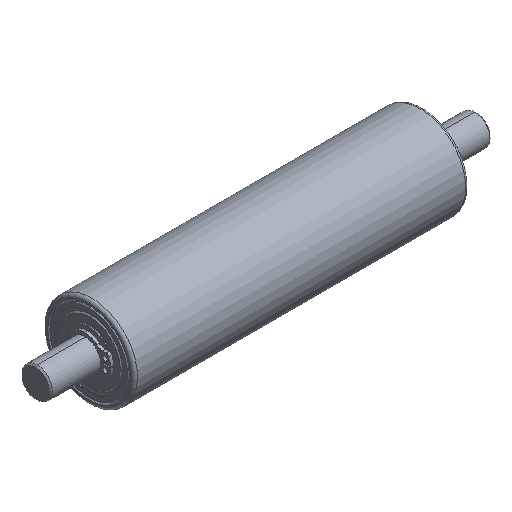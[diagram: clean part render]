
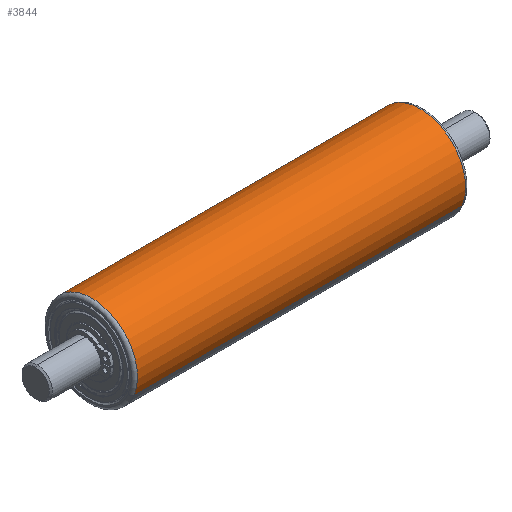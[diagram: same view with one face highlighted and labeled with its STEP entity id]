
A CAD part, isometric view. The second image highlights one B-rep face of the part: STEP entity #3844.
In plain terms, the highlighted cylindrical face has radius 15 mm (diameter 30 mm), a partial arc.
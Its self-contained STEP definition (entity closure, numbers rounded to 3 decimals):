
#62 = AXIS2_PLACEMENT_3D ( 'NONE', #2511, #2984, #1199 ) ;
#157 = CIRCLE ( 'NONE', #2060, 15. ) ;
#183 = DIRECTION ( 'NONE',  ( 1., 0., 0. ) ) ;
#205 = ORIENTED_EDGE ( 'NONE', *, *, #1076, .T. ) ;
#302 = CARTESIAN_POINT ( 'NONE',  ( -54., 0., 0. ) ) ;
#424 = EDGE_CURVE ( 'NONE', #2924, #5666, #2000, .T. ) ;
#430 = CYLINDRICAL_SURFACE ( 'NONE', #3437, 15. ) ;
#470 = CARTESIAN_POINT ( 'NONE',  ( -54., 0., 15. ) ) ;
#567 = DIRECTION ( 'NONE',  ( -1., 0., 0. ) ) ;
#741 = CARTESIAN_POINT ( 'NONE',  ( 54., 0., 15. ) ) ;
#1024 = DIRECTION ( 'NONE',  ( -1., 0., 0. ) ) ;
#1060 = VECTOR ( 'NONE', #567, 1000. ) ;
#1076 = EDGE_CURVE ( 'NONE', #1296, #4058, #1116, .T. ) ;
#1116 = LINE ( 'NONE', #2894, #5978 ) ;
#1123 = CARTESIAN_POINT ( 'NONE',  ( -62.105, 0., -15. ) ) ;
#1199 = DIRECTION ( 'NONE',  ( 0., 0., 1. ) ) ;
#1296 = VERTEX_POINT ( 'NONE', #741 ) ;
#2000 = LINE ( 'NONE', #1123, #1060 ) ;
#2060 = AXIS2_PLACEMENT_3D ( 'NONE', #302, #183, #5603 ) ;
#2511 = CARTESIAN_POINT ( 'NONE',  ( 54., 0., 0. ) ) ;
#2894 = CARTESIAN_POINT ( 'NONE',  ( -62.105, 0., 15. ) ) ;
#2924 = VERTEX_POINT ( 'NONE', #3417 ) ;
#2984 = DIRECTION ( 'NONE',  ( -1., 0., 0. ) ) ;
#3172 = CARTESIAN_POINT ( 'NONE',  ( -54., 0., -15. ) ) ;
#3417 = CARTESIAN_POINT ( 'NONE',  ( 54., 0., -15. ) ) ;
#3437 = AXIS2_PLACEMENT_3D ( 'NONE', #5149, #6103, #5602 ) ;
#3844 = ADVANCED_FACE ( 'NONE', ( #5248 ), #430, .T. ) ;
#3974 = ORIENTED_EDGE ( 'NONE', *, *, #424, .F. ) ;
#4058 = VERTEX_POINT ( 'NONE', #470 ) ;
#4587 = EDGE_CURVE ( 'NONE', #2924, #1296, #5989, .T. ) ;
#4733 = EDGE_LOOP ( 'NONE', ( #3974, #4763, #205, #5096 ) ) ;
#4763 = ORIENTED_EDGE ( 'NONE', *, *, #4587, .T. ) ;
#5096 = ORIENTED_EDGE ( 'NONE', *, *, #5616, .T. ) ;
#5149 = CARTESIAN_POINT ( 'NONE',  ( -62.105, 0., 0. ) ) ;
#5248 = FACE_OUTER_BOUND ( 'NONE', #4733, .T. ) ;
#5602 = DIRECTION ( 'NONE',  ( 0., 0., 1. ) ) ;
#5603 = DIRECTION ( 'NONE',  ( 0., 0., -1. ) ) ;
#5616 = EDGE_CURVE ( 'NONE', #4058, #5666, #157, .T. ) ;
#5666 = VERTEX_POINT ( 'NONE', #3172 ) ;
#5978 = VECTOR ( 'NONE', #1024, 1000. ) ;
#5989 = CIRCLE ( 'NONE', #62, 15. ) ;
#6103 = DIRECTION ( 'NONE',  ( -1., 0., 0. ) ) ;
